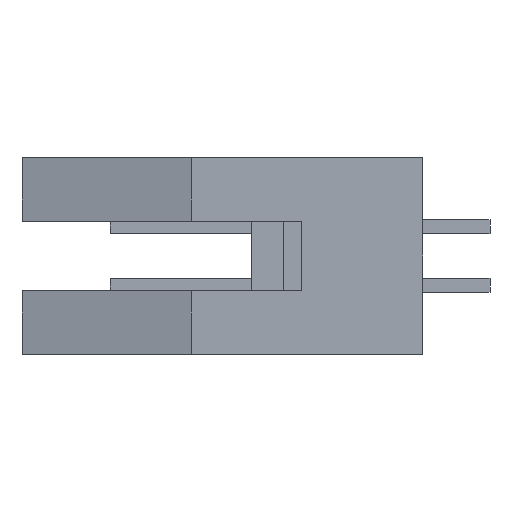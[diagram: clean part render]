
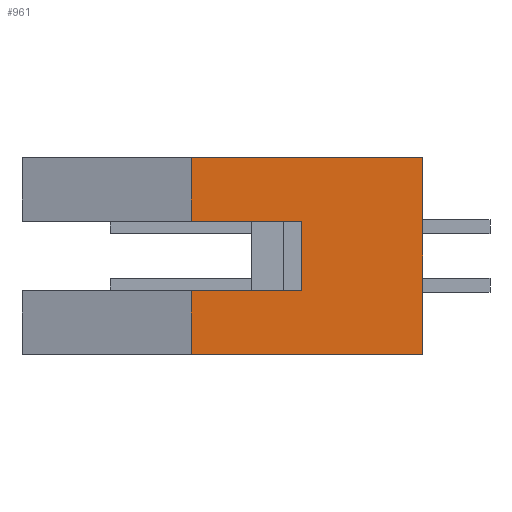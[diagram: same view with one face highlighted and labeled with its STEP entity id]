
A CAD part, left-side view. The second image highlights one B-rep face of the part: STEP entity #961.
In plain terms, the highlighted planar face has unit normal (-1, 0, 0).
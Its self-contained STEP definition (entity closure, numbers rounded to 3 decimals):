
#961=ADVANCED_FACE('',(#1419),#1192,.T.);
#1192=PLANE('',#5338);
#1419=FACE_OUTER_BOUND('',#1653,.T.);
#1653=EDGE_LOOP('',(#2502,#2503,#2504,#2505,#2506,#2507,#2508,#2509));
#2502=ORIENTED_EDGE('',*,*,#3835,.T.);
#2503=ORIENTED_EDGE('',*,*,#3834,.F.);
#2504=ORIENTED_EDGE('',*,*,#3836,.T.);
#2505=ORIENTED_EDGE('',*,*,#3837,.T.);
#2506=ORIENTED_EDGE('',*,*,#3838,.T.);
#2507=ORIENTED_EDGE('',*,*,#3824,.F.);
#2508=ORIENTED_EDGE('',*,*,#3822,.T.);
#2509=ORIENTED_EDGE('',*,*,#3804,.T.);
#3260=VERTEX_POINT('',#7429);
#3261=VERTEX_POINT('',#7431);
#3272=VERTEX_POINT('',#7466);
#3273=VERTEX_POINT('',#7470);
#3280=VERTEX_POINT('',#7487);
#3281=VERTEX_POINT('',#7489);
#3282=VERTEX_POINT('',#7494);
#3283=VERTEX_POINT('',#7496);
#3804=EDGE_CURVE('',#3261,#3260,#4398,.T.);
#3822=EDGE_CURVE('',#3272,#3261,#4416,.T.);
#3824=EDGE_CURVE('',#3272,#3273,#4418,.T.);
#3834=EDGE_CURVE('',#3281,#3280,#4428,.T.);
#3835=EDGE_CURVE('',#3260,#3280,#4429,.T.);
#3836=EDGE_CURVE('',#3281,#3282,#4430,.T.);
#3837=EDGE_CURVE('',#3282,#3283,#4431,.T.);
#3838=EDGE_CURVE('',#3283,#3273,#4432,.T.);
#4398=LINE('',#7430,#4987);
#4416=LINE('',#7465,#5005);
#4418=LINE('',#7469,#5007);
#4428=LINE('',#7490,#5017);
#4429=LINE('',#7492,#5018);
#4430=LINE('',#7493,#5019);
#4431=LINE('',#7495,#5020);
#4432=LINE('',#7497,#5021);
#4987=VECTOR('',#6213,1.);
#5005=VECTOR('',#6243,1.);
#5007=VECTOR('',#6247,1.);
#5017=VECTOR('',#6261,1.);
#5018=VECTOR('',#6264,1.);
#5019=VECTOR('',#6265,1.);
#5020=VECTOR('',#6266,1.);
#5021=VECTOR('',#6267,1.);
#5338=AXIS2_PLACEMENT_3D('',#7498,#6268,#6269);
#6213=DIRECTION('',(0.,0.,-1.));
#6243=DIRECTION('',(0.,-1.,0.));
#6247=DIRECTION('',(0.,0.,1.));
#6261=DIRECTION('',(0.,0.,1.));
#6264=DIRECTION('',(0.,1.,0.));
#6265=DIRECTION('',(0.,-1.,0.));
#6266=DIRECTION('',(0.,0.,1.));
#6267=DIRECTION('',(0.,1.,0.));
#6268=DIRECTION('',(-1.,0.,0.));
#6269=DIRECTION('',(0.,-1.,0.));
#7429=CARTESIAN_POINT('',(-31.573,7.84,2.75));
#7430=CARTESIAN_POINT('',(-31.573,7.84,5.75));
#7431=CARTESIAN_POINT('',(-31.573,7.84,5.75));
#7465=CARTESIAN_POINT('',(-31.573,12.59,5.75));
#7466=CARTESIAN_POINT('',(-31.573,12.59,5.75));
#7469=CARTESIAN_POINT('',(-31.573,12.59,5.75));
#7470=CARTESIAN_POINT('',(-31.573,12.59,8.5));
#7487=CARTESIAN_POINT('',(-31.573,12.59,2.75));
#7489=CARTESIAN_POINT('',(-31.573,12.59,0.));
#7490=CARTESIAN_POINT('',(-31.573,12.59,0.));
#7492=CARTESIAN_POINT('',(-31.573,7.84,2.75));
#7493=CARTESIAN_POINT('',(-31.573,12.59,0.));
#7494=CARTESIAN_POINT('',(-31.573,2.59,0.));
#7495=CARTESIAN_POINT('',(-31.573,2.59,0.));
#7496=CARTESIAN_POINT('',(-31.573,2.59,8.5));
#7497=CARTESIAN_POINT('',(-31.573,2.59,8.5));
#7498=CARTESIAN_POINT('',(-31.573,12.59,0.));
